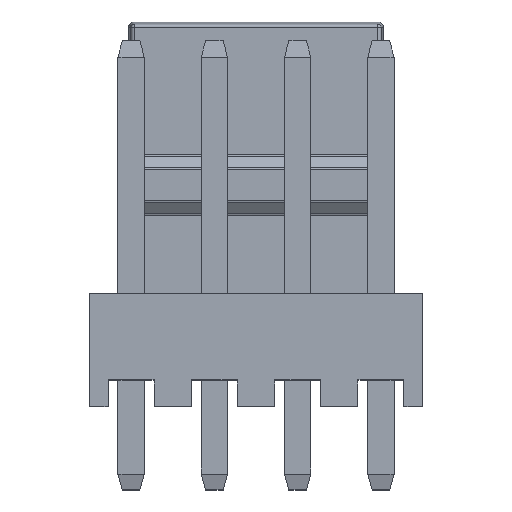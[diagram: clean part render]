
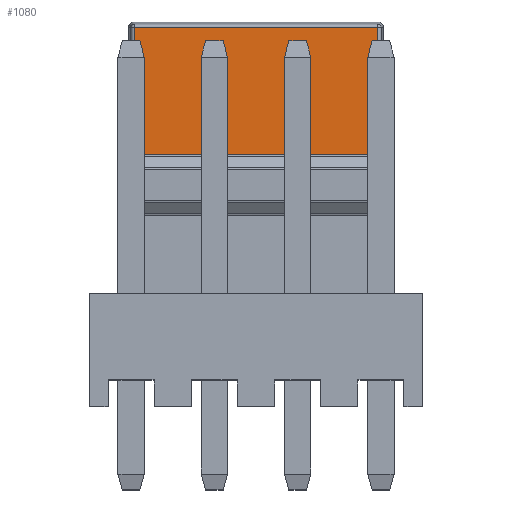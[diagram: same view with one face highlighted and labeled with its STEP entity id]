
A CAD part, top view. The second image highlights one B-rep face of the part: STEP entity #1080.
In plain terms, the highlighted planar face has unit normal (0, 0, 1).
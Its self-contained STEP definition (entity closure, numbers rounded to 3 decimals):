
#159 = EDGE_CURVE ( 'NONE', #2065, #1800, #3668, .T. ) ;
#260 = CARTESIAN_POINT ( 'NONE',  ( -3.718, 11.555, -1.8 ) ) ;
#662 = DIRECTION ( 'NONE',  ( 1., 0., 0. ) ) ;
#712 = ORIENTED_EDGE ( 'NONE', *, *, #6338, .F. ) ;
#800 = CARTESIAN_POINT ( 'NONE',  ( -3.715, 11.558, -1.8 ) ) ;
#1080 = ADVANCED_FACE ( 'NONE', ( #5125 ), #4188, .F. ) ;
#1086 = EDGE_CURVE ( 'NONE', #6157, #4667, #3246, .T. ) ;
#1098 = LINE ( 'NONE', #1962, #2446 ) ;
#1117 = CARTESIAN_POINT ( 'NONE',  ( -3.81, 11.65, -1.8 ) ) ;
#1196 = CARTESIAN_POINT ( 'NONE',  ( -3.81, 11.558, -1.8 ) ) ;
#1276 = CARTESIAN_POINT ( 'NONE',  ( 3.718, 11.555, -1.8 ) ) ;
#1413 = VECTOR ( 'NONE', #2742, 1000. ) ;
#1621 = DIRECTION ( 'NONE',  ( -1., 0., 0. ) ) ;
#1670 = CARTESIAN_POINT ( 'NONE',  ( 3.718, 11.65, -1.8 ) ) ;
#1800 = VERTEX_POINT ( 'NONE', #3226 ) ;
#1813 = VERTEX_POINT ( 'NONE', #6371 ) ;
#1860 =( BOUNDED_CURVE ( )  B_SPLINE_CURVE ( 3, ( #3312, #3836, #1276, #4907 ),
 .UNSPECIFIED., .F., .F. ) 
 B_SPLINE_CURVE_WITH_KNOTS ( ( 4, 4 ),
 ( 0., 1. ),
 .UNSPECIFIED. ) 
 CURVE ( )  GEOMETRIC_REPRESENTATION_ITEM ( )  RATIONAL_B_SPLINE_CURVE ( ( 1., 0.805, 0.805, 1. ) ) 
 REPRESENTATION_ITEM ( '' )  );
#1962 = CARTESIAN_POINT ( 'NONE',  ( -3.718, 11.65, -1.8 ) ) ;
#2065 = VERTEX_POINT ( 'NONE', #4947 ) ;
#2240 = ORIENTED_EDGE ( 'NONE', *, *, #3651, .F. ) ;
#2446 = VECTOR ( 'NONE', #5090, 1000. ) ;
#2647 = CARTESIAN_POINT ( 'NONE',  ( 3.718, 7.683, -1.8 ) ) ;
#2662 = CARTESIAN_POINT ( 'NONE',  ( -3.81, 7.683, -1.8 ) ) ;
#2742 = DIRECTION ( 'NONE',  ( 0., -1., 0. ) ) ;
#3226 = CARTESIAN_POINT ( 'NONE',  ( 3.71, 11.558, -1.8 ) ) ;
#3246 = LINE ( 'NONE', #2662, #6042 ) ;
#3312 = CARTESIAN_POINT ( 'NONE',  ( 3.71, 11.558, -1.8 ) ) ;
#3365 = CARTESIAN_POINT ( 'NONE',  ( -3.718, 11.55, -1.8 ) ) ;
#3392 =( BOUNDED_CURVE ( )  B_SPLINE_CURVE ( 3, ( #3365, #260, #800, #4396 ),
 .UNSPECIFIED., .F., .F. ) 
 B_SPLINE_CURVE_WITH_KNOTS ( ( 4, 4 ),
 ( 0., 1. ),
 .UNSPECIFIED. ) 
 CURVE ( )  GEOMETRIC_REPRESENTATION_ITEM ( )  RATIONAL_B_SPLINE_CURVE ( ( 1., 0.805, 0.805, 1. ) ) 
 REPRESENTATION_ITEM ( '' )  );
#3446 = EDGE_CURVE ( 'NONE', #4869, #2065, #3392, .T. ) ;
#3509 = VECTOR ( 'NONE', #662, 1000. ) ;
#3651 = EDGE_CURVE ( 'NONE', #4667, #4869, #1098, .T. ) ;
#3668 = LINE ( 'NONE', #1196, #3509 ) ;
#3836 = CARTESIAN_POINT ( 'NONE',  ( 3.715, 11.558, -1.8 ) ) ;
#4076 = ORIENTED_EDGE ( 'NONE', *, *, #1086, .F. ) ;
#4188 = PLANE ( 'NONE',  #5679 ) ;
#4396 = CARTESIAN_POINT ( 'NONE',  ( -3.71, 11.558, -1.8 ) ) ;
#4419 = ORIENTED_EDGE ( 'NONE', *, *, #5755, .F. ) ;
#4667 = VERTEX_POINT ( 'NONE', #6275 ) ;
#4756 = DIRECTION ( 'NONE',  ( 0., 0., -1. ) ) ;
#4869 = VERTEX_POINT ( 'NONE', #6478 ) ;
#4907 = CARTESIAN_POINT ( 'NONE',  ( 3.718, 11.55, -1.8 ) ) ;
#4947 = CARTESIAN_POINT ( 'NONE',  ( -3.71, 11.558, -1.8 ) ) ;
#5090 = DIRECTION ( 'NONE',  ( 0., 1., 0. ) ) ;
#5125 = FACE_OUTER_BOUND ( 'NONE', #5802, .T. ) ;
#5564 = LINE ( 'NONE', #1670, #1413 ) ;
#5679 = AXIS2_PLACEMENT_3D ( 'NONE', #1117, #4756, #1621 ) ;
#5755 = EDGE_CURVE ( 'NONE', #1813, #6157, #5564, .T. ) ;
#5802 = EDGE_LOOP ( 'NONE', ( #4419, #712, #6267, #6046, #2240, #4076 ) ) ;
#6042 = VECTOR ( 'NONE', #6332, 1000. ) ;
#6046 = ORIENTED_EDGE ( 'NONE', *, *, #3446, .F. ) ;
#6157 = VERTEX_POINT ( 'NONE', #2647 ) ;
#6267 = ORIENTED_EDGE ( 'NONE', *, *, #159, .F. ) ;
#6275 = CARTESIAN_POINT ( 'NONE',  ( -3.718, 7.683, -1.8 ) ) ;
#6332 = DIRECTION ( 'NONE',  ( -1., 0., 0. ) ) ;
#6338 = EDGE_CURVE ( 'NONE', #1800, #1813, #1860, .T. ) ;
#6371 = CARTESIAN_POINT ( 'NONE',  ( 3.718, 11.55, -1.8 ) ) ;
#6478 = CARTESIAN_POINT ( 'NONE',  ( -3.718, 11.55, -1.8 ) ) ;
